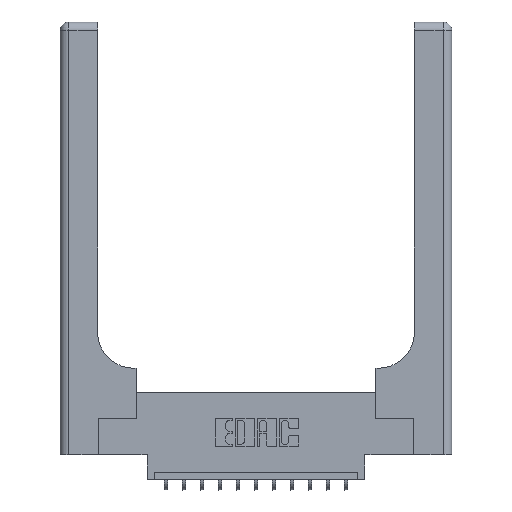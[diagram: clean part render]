
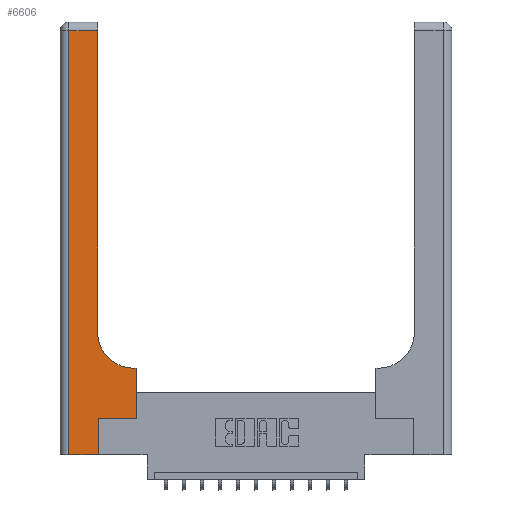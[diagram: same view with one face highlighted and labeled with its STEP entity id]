
A CAD part, top view. The second image highlights one B-rep face of the part: STEP entity #6606.
In plain terms, the highlighted planar face has unit normal (0, 0, 1).
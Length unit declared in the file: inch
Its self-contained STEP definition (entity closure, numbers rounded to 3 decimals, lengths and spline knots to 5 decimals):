
#359 = EDGE_CURVE ( 'NONE', #9337, #11118, #9430, .T. ) ;
#369 = EDGE_LOOP ( 'NONE', ( #3598, #6840, #12516, #9614, #9268, #7201, #2636, #7683, #1351 ) ) ;
#486 = FACE_OUTER_BOUND ( 'NONE', #369, .T. ) ;
#646 = CARTESIAN_POINT ( 'NONE',  ( 0.528, 0.6, 0.37 ) ) ;
#1351 = ORIENTED_EDGE ( 'NONE', *, *, #12413, .T. ) ;
#1706 = CARTESIAN_POINT ( 'NONE',  ( 0.265, 0.25, 0.37 ) ) ;
#2237 = CARTESIAN_POINT ( 'NONE',  ( 0.51, 0.85, 0.37 ) ) ;
#2369 = LINE ( 'NONE', #15167, #8767 ) ;
#2395 = CARTESIAN_POINT ( 'NONE',  ( 0.265, 0., 0.37 ) ) ;
#2524 = DIRECTION ( 'NONE',  ( 0., 1., 0. ) ) ;
#2557 = EDGE_CURVE ( 'NONE', #10341, #7942, #2369, .T. ) ;
#2631 = VECTOR ( 'NONE', #7594, 39.37008 ) ;
#2636 = ORIENTED_EDGE ( 'NONE', *, *, #359, .T. ) ;
#2973 = DIRECTION ( 'NONE',  ( 1., 0., 0. ) ) ;
#3457 = VECTOR ( 'NONE', #15557, 39.37008 ) ;
#3549 = DIRECTION ( 'NONE',  ( 1., 0., 0. ) ) ;
#3573 = CARTESIAN_POINT ( 'NONE',  ( 0.06, 3., 0.37 ) ) ;
#3598 = ORIENTED_EDGE ( 'NONE', *, *, #2557, .T. ) ;
#4569 = CARTESIAN_POINT ( 'NONE',  ( 0.06, 2.94, 0.37 ) ) ;
#4682 = CARTESIAN_POINT ( 'NONE',  ( 0., 3., 0.37 ) ) ;
#4960 = DIRECTION ( 'NONE',  ( -1., 0., 0. ) ) ;
#5041 = VERTEX_POINT ( 'NONE', #15311 ) ;
#5416 = VERTEX_POINT ( 'NONE', #13571 ) ;
#5502 = VECTOR ( 'NONE', #6239, 39.37008 ) ;
#5820 = VECTOR ( 'NONE', #4960, 39.37008 ) ;
#6239 = DIRECTION ( 'NONE',  ( 1., 0., 0. ) ) ;
#6606 = ADVANCED_FACE ( 'NONE', ( #486 ), #8432, .F. ) ;
#6685 = LINE ( 'NONE', #3573, #16322 ) ;
#6840 = ORIENTED_EDGE ( 'NONE', *, *, #11220, .T. ) ;
#7201 = ORIENTED_EDGE ( 'NONE', *, *, #10369, .T. ) ;
#7234 = DIRECTION ( 'NONE',  ( 0., 0., -1. ) ) ;
#7594 = DIRECTION ( 'NONE',  ( 0., 1., 0. ) ) ;
#7676 = CIRCLE ( 'NONE', #13862, 0.25 ) ;
#7683 = ORIENTED_EDGE ( 'NONE', *, *, #7936, .T. ) ;
#7936 = EDGE_CURVE ( 'NONE', #11118, #10544, #15869, .T. ) ;
#7942 = VERTEX_POINT ( 'NONE', #12532 ) ;
#8432 = PLANE ( 'NONE',  #15250 ) ;
#8707 = VECTOR ( 'NONE', #2973, 39.37008 ) ;
#8767 = VECTOR ( 'NONE', #2524, 39.37008 ) ;
#9268 = ORIENTED_EDGE ( 'NONE', *, *, #13384, .T. ) ;
#9337 = VERTEX_POINT ( 'NONE', #15371 ) ;
#9430 = LINE ( 'NONE', #13968, #2631 ) ;
#9614 = ORIENTED_EDGE ( 'NONE', *, *, #15401, .T. ) ;
#9891 = LINE ( 'NONE', #1706, #8707 ) ;
#10195 = LINE ( 'NONE', #14310, #3457 ) ;
#10236 = VECTOR ( 'NONE', #12252, 39.37008 ) ;
#10341 = VERTEX_POINT ( 'NONE', #15556 ) ;
#10369 = EDGE_CURVE ( 'NONE', #5416, #9337, #9891, .T. ) ;
#10544 = VERTEX_POINT ( 'NONE', #12164 ) ;
#10980 = CARTESIAN_POINT ( 'NONE',  ( 0., 2.94, 0.37 ) ) ;
#11118 = VERTEX_POINT ( 'NONE', #646 ) ;
#11153 = DIRECTION ( 'NONE',  ( 0., 0., -1. ) ) ;
#11220 = EDGE_CURVE ( 'NONE', #7942, #16219, #14016, .T. ) ;
#11252 = CARTESIAN_POINT ( 'NONE',  ( 0.26, 0.6, 0.37 ) ) ;
#12164 = CARTESIAN_POINT ( 'NONE',  ( 0.51, 0.6, 0.37 ) ) ;
#12226 = LINE ( 'NONE', #16303, #5502 ) ;
#12252 = DIRECTION ( 'NONE',  ( -1., 0., 0. ) ) ;
#12413 = EDGE_CURVE ( 'NONE', #10544, #10341, #7676, .T. ) ;
#12447 = DIRECTION ( 'NONE',  ( 0., -1., 0. ) ) ;
#12516 = ORIENTED_EDGE ( 'NONE', *, *, #15325, .T. ) ;
#12532 = CARTESIAN_POINT ( 'NONE',  ( 0.26, 2.94, 0.37 ) ) ;
#13384 = EDGE_CURVE ( 'NONE', #16412, #5416, #10195, .T. ) ;
#13571 = CARTESIAN_POINT ( 'NONE',  ( 0.265, 0.25, 0.37 ) ) ;
#13862 = AXIS2_PLACEMENT_3D ( 'NONE', #2237, #11153, #3549 ) ;
#13968 = CARTESIAN_POINT ( 'NONE',  ( 0.528, 0.25, 0.37 ) ) ;
#14016 = LINE ( 'NONE', #10980, #10236 ) ;
#14310 = CARTESIAN_POINT ( 'NONE',  ( 0.265, 0., 0.37 ) ) ;
#15167 = CARTESIAN_POINT ( 'NONE',  ( 0.26, 3., 0.37 ) ) ;
#15250 = AXIS2_PLACEMENT_3D ( 'NONE', #4682, #7234, #16018 ) ;
#15311 = CARTESIAN_POINT ( 'NONE',  ( 0.06, 0., 0.37 ) ) ;
#15325 = EDGE_CURVE ( 'NONE', #16219, #5041, #6685, .T. ) ;
#15371 = CARTESIAN_POINT ( 'NONE',  ( 0.528, 0.25, 0.37 ) ) ;
#15401 = EDGE_CURVE ( 'NONE', #5041, #16412, #12226, .T. ) ;
#15556 = CARTESIAN_POINT ( 'NONE',  ( 0.26, 0.85, 0.37 ) ) ;
#15557 = DIRECTION ( 'NONE',  ( 0., 1., 0. ) ) ;
#15869 = LINE ( 'NONE', #11252, #5820 ) ;
#16018 = DIRECTION ( 'NONE',  ( -1., 0., 0. ) ) ;
#16219 = VERTEX_POINT ( 'NONE', #4569 ) ;
#16303 = CARTESIAN_POINT ( 'NONE',  ( 0., 0., 0.37 ) ) ;
#16322 = VECTOR ( 'NONE', #12447, 39.37008 ) ;
#16412 = VERTEX_POINT ( 'NONE', #2395 ) ;
